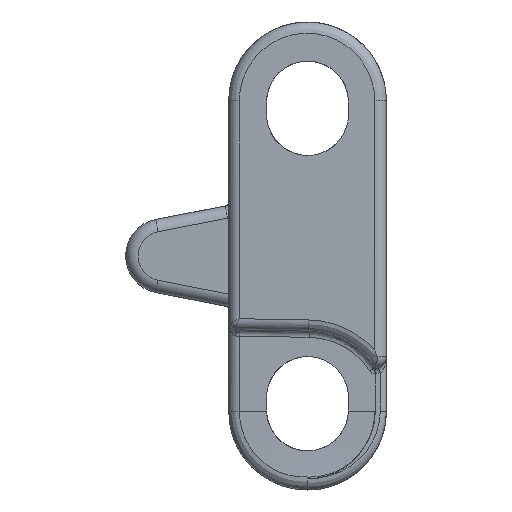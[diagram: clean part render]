
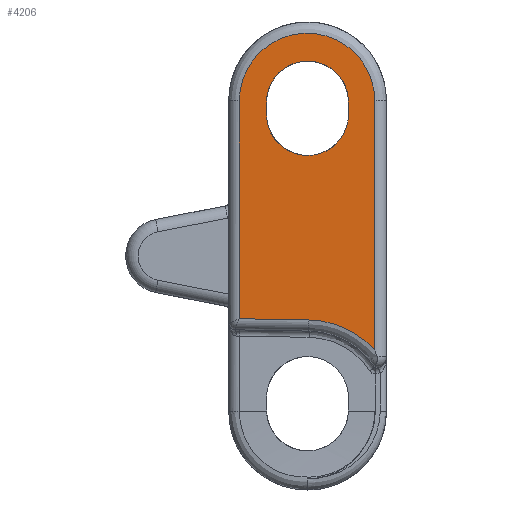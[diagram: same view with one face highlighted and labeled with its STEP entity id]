
A CAD part, left-side view. The second image highlights one B-rep face of the part: STEP entity #4206.
In plain terms, the highlighted planar face has unit normal (-0.999, 0.035, 0).
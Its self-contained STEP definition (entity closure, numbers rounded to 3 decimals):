
#248 = ORIENTED_EDGE ( 'NONE', *, *, #24658, .T. ) ;
#537 = ORIENTED_EDGE ( 'NONE', *, *, #5433, .T. ) ;
#580 = CARTESIAN_POINT ( 'NONE',  ( -42.375, -11.769, -7.568 ) ) ;
#611 = ORIENTED_EDGE ( 'NONE', *, *, #3179, .T. ) ;
#777 = CARTESIAN_POINT ( 'NONE',  ( -42.375, -11.769, 12.5 ) ) ;
#1199 = EDGE_CURVE ( 'NONE', #9426, #18524, #17065, .T. ) ;
#1220 = PLANE ( 'NONE',  #18751 ) ;
#1618 = CARTESIAN_POINT ( 'NONE',  ( -42.071, -3.05, 12.4 ) ) ;
#2330 = CARTESIAN_POINT ( 'NONE',  ( -41.995, -0.869, 12.5 ) ) ;
#2386 = CARTESIAN_POINT ( 'NONE',  ( -42.254, -8.283, 8.1 ) ) ;
#2737 = CARTESIAN_POINT ( 'NONE',  ( -41.995, -0.869, 23.4 ) ) ;
#2756 = CARTESIAN_POINT ( 'NONE',  ( -42.408, -12.7, -1. ) ) ;
#3179 = EDGE_CURVE ( 'NONE', #6409, #9426, #19401, .T. ) ;
#3250 = DIRECTION ( 'NONE',  ( 0., 0., -1. ) ) ;
#3457 = VECTOR ( 'NONE', #3250, 1000. ) ;
#3525 = LINE ( 'NONE', #14478, #3457 ) ;
#3718 = CARTESIAN_POINT ( 'NONE',  ( -42.301, -9.65, 19. ) ) ;
#3766 = LINE ( 'NONE', #25114, #18342 ) ;
#3893 = DIRECTION ( 'NONE',  ( 0., 0., 1. ) ) ;
#3978 = ORIENTED_EDGE ( 'NONE', *, *, #17075, .T. ) ;
#4028 = VERTEX_POINT ( 'NONE', #11912 ) ;
#4206 = ADVANCED_FACE ( 'NONE', ( #7227, #9621 ), #1220, .T. ) ;
#4685 = CARTESIAN_POINT ( 'NONE',  ( -42.375, -11.769, -7.568 ) ) ;
#4839 = ORIENTED_EDGE ( 'NONE', *, *, #10244, .T. ) ;
#4865 = CARTESIAN_POINT ( 'NONE',  ( -41.995, -0.869, 12.5 ) ) ;
#5433 = EDGE_CURVE ( 'NONE', #18524, #13837, #21751, .T. ) ;
#5545 = EDGE_LOOP ( 'NONE', ( #537, #4839, #14127, #611, #24598 ) ) ;
#5877 = CARTESIAN_POINT ( 'NONE',  ( -41.995, -0.869, -18.9 ) ) ;
#6153 = LINE ( 'NONE', #5877, #11541 ) ;
#6409 = VERTEX_POINT ( 'NONE', #24110 ) ;
#6881 = CARTESIAN_POINT ( 'NONE',  ( -42.327, -10.385, -6.04 ) ) ;
#6988 = CARTESIAN_POINT ( 'NONE',  ( -42.186, -6.35, 8.1 ) ) ;
#7227 = FACE_BOUND ( 'NONE', #5545, .T. ) ;
#7867 = LINE ( 'NONE', #16863, #11666 ) ;
#7986 = VERTEX_POINT ( 'NONE', #24374 ) ;
#7987 = ORIENTED_EDGE ( 'NONE', *, *, #12138, .T. ) ;
#8957 = VERTEX_POINT ( 'NONE', #24629 ) ;
#9074 = ORIENTED_EDGE ( 'NONE', *, *, #22898, .T. ) ;
#9426 = VERTEX_POINT ( 'NONE', #26686 ) ;
#9621 = FACE_OUTER_BOUND ( 'NONE', #11402, .T. ) ;
#9966 = DIRECTION ( 'NONE',  ( -0.035, -0.999, -0.017 ) ) ;
#10244 = EDGE_CURVE ( 'NONE', #13837, #21920, #3525, .T. ) ;
#10837 = EDGE_CURVE ( 'NONE', #8957, #12895, #6153, .T. ) ;
#10874 = CARTESIAN_POINT ( 'NONE',  ( -42.301, -9.65, 12.4 ) ) ;
#11239 = CARTESIAN_POINT ( 'NONE',  ( -42.19, -6.447, -5.151 ) ) ;
#11402 = EDGE_LOOP ( 'NONE', ( #7987, #248, #26162, #3978, #9074 ) ) ;
#11541 = VECTOR ( 'NONE', #20934, 1000. ) ;
#11631 = CARTESIAN_POINT ( 'NONE',  ( -42.119, -4.417, 8.1 ) ) ;
#11666 = VECTOR ( 'NONE', #9966, 1000. ) ;
#11897 = EDGE_CURVE ( 'NONE', #21920, #6409, #12870, .T. ) ;
#11912 = CARTESIAN_POINT ( 'NONE',  ( -42.375, -11.769, 12.5 ) ) ;
#12138 = EDGE_CURVE ( 'NONE', #23372, #4028, #3766, .T. ) ;
#12870 =( BOUNDED_CURVE ( )  B_SPLINE_CURVE ( 3, ( #17428, #26244, #2386, #6988 ),
 .UNSPECIFIED., .F., .T. ) 
 B_SPLINE_CURVE_WITH_KNOTS ( ( 4, 4 ),
 ( 3.142, 4.712 ),
 .UNSPECIFIED. ) 
 CURVE ( )  GEOMETRIC_REPRESENTATION_ITEM ( )  RATIONAL_B_SPLINE_CURVE ( ( 1., 0.805, 0.805, 1. ) ) 
 REPRESENTATION_ITEM ( '' )  );
#12895 = VERTEX_POINT ( 'NONE', #4865 ) ;
#13837 = VERTEX_POINT ( 'NONE', #10874 ) ;
#14022 = CARTESIAN_POINT ( 'NONE',  ( -42.071, -3.05, 11.4 ) ) ;
#14127 = ORIENTED_EDGE ( 'NONE', *, *, #11897, .T. ) ;
#14185 = VECTOR ( 'NONE', #16510, 1000. ) ;
#14478 = CARTESIAN_POINT ( 'NONE',  ( -42.301, -9.65, 12.4 ) ) ;
#15971 = DIRECTION ( 'NONE',  ( -0.035, -0.999, 0. ) ) ;
#16137 = CARTESIAN_POINT ( 'NONE',  ( -42.301, -9.65, 11.4 ) ) ;
#16325 =( BOUNDED_CURVE ( )  B_SPLINE_CURVE ( 3, ( #11239, #19834, #6881, #580 ),
 .UNSPECIFIED., .F., .T. ) 
 B_SPLINE_CURVE_WITH_KNOTS ( ( 4, 4 ),
 ( 1.588, 2.406 ),
 .UNSPECIFIED. ) 
 CURVE ( )  GEOMETRIC_REPRESENTATION_ITEM ( )  RATIONAL_B_SPLINE_CURVE ( ( 1., 0.945, 0.945, 1. ) ) 
 REPRESENTATION_ITEM ( '' )  );
#16510 = DIRECTION ( 'NONE',  ( 0., 0., 1. ) ) ;
#16863 = CARTESIAN_POINT ( 'NONE',  ( -42.405, -12.626, -5.259 ) ) ;
#17065 = LINE ( 'NONE', #1618, #14185 ) ;
#17075 = EDGE_CURVE ( 'NONE', #8957, #7986, #7867, .T. ) ;
#17428 = CARTESIAN_POINT ( 'NONE',  ( -42.301, -9.65, 11.4 ) ) ;
#18105 = CARTESIAN_POINT ( 'NONE',  ( -42.186, -6.35, 8.1 ) ) ;
#18342 = VECTOR ( 'NONE', #3893, 1000. ) ;
#18524 = VERTEX_POINT ( 'NONE', #19195 ) ;
#18751 = AXIS2_PLACEMENT_3D ( 'NONE', #2756, #24390, #15971 ) ;
#19195 = CARTESIAN_POINT ( 'NONE',  ( -42.071, -3.05, 12.4 ) ) ;
#19401 =( BOUNDED_CURVE ( )  B_SPLINE_CURVE ( 3, ( #18105, #11631, #22023, #14022 ),
 .UNSPECIFIED., .F., .T. ) 
 B_SPLINE_CURVE_WITH_KNOTS ( ( 4, 4 ),
 ( 4.712, 6.283 ),
 .UNSPECIFIED. ) 
 CURVE ( )  GEOMETRIC_REPRESENTATION_ITEM ( )  RATIONAL_B_SPLINE_CURVE ( ( 1., 0.805, 0.805, 1. ) ) 
 REPRESENTATION_ITEM ( '' )  );
#19609 = CARTESIAN_POINT ( 'NONE',  ( -42.375, -11.769, 23.4 ) ) ;
#19834 = CARTESIAN_POINT ( 'NONE',  ( -42.262, -8.508, -5.187 ) ) ;
#20355 = CARTESIAN_POINT ( 'NONE',  ( -42.071, -3.05, 12.4 ) ) ;
#20862 = CARTESIAN_POINT ( 'NONE',  ( -42.301, -9.65, 12.4 ) ) ;
#20934 = DIRECTION ( 'NONE',  ( 0., 0., 1. ) ) ;
#20979 =( BOUNDED_CURVE ( )  B_SPLINE_CURVE ( 3, ( #777, #19609, #2737, #2330 ),
 .UNSPECIFIED., .F., .T. ) 
 B_SPLINE_CURVE_WITH_KNOTS ( ( 4, 4 ),
 ( 3.142, 6.283 ),
 .UNSPECIFIED. ) 
 CURVE ( )  GEOMETRIC_REPRESENTATION_ITEM ( )  RATIONAL_B_SPLINE_CURVE ( ( 1., 0.333, 0.333, 1. ) ) 
 REPRESENTATION_ITEM ( '' )  );
#21751 =( BOUNDED_CURVE ( )  B_SPLINE_CURVE ( 3, ( #20355, #25343, #3718, #20862 ),
 .UNSPECIFIED., .F., .T. ) 
 B_SPLINE_CURVE_WITH_KNOTS ( ( 4, 4 ),
 ( 0., 3.142 ),
 .UNSPECIFIED. ) 
 CURVE ( )  GEOMETRIC_REPRESENTATION_ITEM ( )  RATIONAL_B_SPLINE_CURVE ( ( 1., 0.333, 0.333, 1. ) ) 
 REPRESENTATION_ITEM ( '' )  );
#21920 = VERTEX_POINT ( 'NONE', #16137 ) ;
#22023 = CARTESIAN_POINT ( 'NONE',  ( -42.071, -3.05, 9.467 ) ) ;
#22898 = EDGE_CURVE ( 'NONE', #7986, #23372, #16325, .T. ) ;
#23372 = VERTEX_POINT ( 'NONE', #4685 ) ;
#24110 = CARTESIAN_POINT ( 'NONE',  ( -42.186, -6.35, 8.1 ) ) ;
#24374 = CARTESIAN_POINT ( 'NONE',  ( -42.19, -6.447, -5.151 ) ) ;
#24390 = DIRECTION ( 'NONE',  ( -0.999, 0.035, 0. ) ) ;
#24598 = ORIENTED_EDGE ( 'NONE', *, *, #1199, .T. ) ;
#24629 = CARTESIAN_POINT ( 'NONE',  ( -41.995, -0.869, -5.054 ) ) ;
#24658 = EDGE_CURVE ( 'NONE', #4028, #12895, #20979, .T. ) ;
#25114 = CARTESIAN_POINT ( 'NONE',  ( -42.375, -11.769, -18.9 ) ) ;
#25343 = CARTESIAN_POINT ( 'NONE',  ( -42.071, -3.05, 19. ) ) ;
#26162 = ORIENTED_EDGE ( 'NONE', *, *, #10837, .F. ) ;
#26244 = CARTESIAN_POINT ( 'NONE',  ( -42.301, -9.65, 9.467 ) ) ;
#26686 = CARTESIAN_POINT ( 'NONE',  ( -42.071, -3.05, 11.4 ) ) ;
